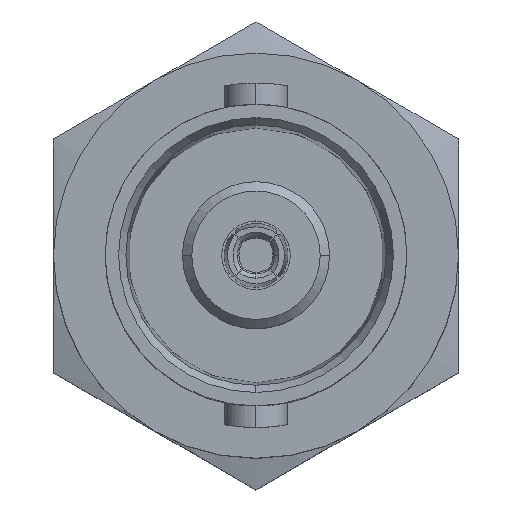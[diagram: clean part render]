
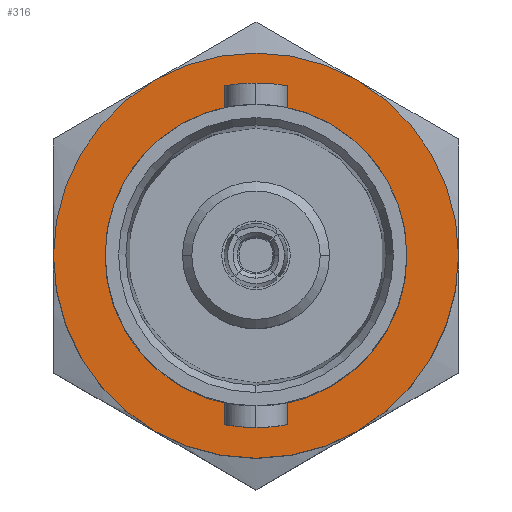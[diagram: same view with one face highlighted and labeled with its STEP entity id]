
A CAD part, top view. The second image highlights one B-rep face of the part: STEP entity #316.
In plain terms, the highlighted planar face has unit normal (0, 0, 1).
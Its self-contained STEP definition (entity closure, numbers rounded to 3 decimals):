
#316 = ADVANCED_FACE ( 'NONE', ( #471, #2567 ), #4724, .F. ) ;
#338 = CIRCLE ( 'NONE', #8688, 6.5 ) ;
#430 = CIRCLE ( 'NONE', #3120, 4.84 ) ;
#471 = FACE_OUTER_BOUND ( 'NONE', #2548, .T. ) ;
#1180 = VERTEX_POINT ( 'NONE', #2942 ) ;
#1452 = ORIENTED_EDGE ( 'NONE', *, *, #5952, .T. ) ;
#1819 = DIRECTION ( 'NONE',  ( 0., 0., 1. ) ) ;
#1863 = DIRECTION ( 'NONE',  ( 0., 0., 1. ) ) ;
#2080 = DIRECTION ( 'NONE',  ( -1., 0., 0. ) ) ;
#2231 = VERTEX_POINT ( 'NONE', #3503 ) ;
#2489 = CARTESIAN_POINT ( 'NONE',  ( 0., 0., -10.8 ) ) ;
#2548 = EDGE_LOOP ( 'NONE', ( #1452, #4594 ) ) ;
#2567 = FACE_BOUND ( 'NONE', #4983, .T. ) ;
#2596 = EDGE_CURVE ( 'NONE', #1180, #3212, #338, .T. ) ;
#2677 = CARTESIAN_POINT ( 'NONE',  ( 6.5, 0., -10.8 ) ) ;
#2942 = CARTESIAN_POINT ( 'NONE',  ( -6.5, 0., -10.8 ) ) ;
#3120 = AXIS2_PLACEMENT_3D ( 'NONE', #6565, #1819, #7379 ) ;
#3212 = VERTEX_POINT ( 'NONE', #2677 ) ;
#3283 = DIRECTION ( 'NONE',  ( 1., 0., 0. ) ) ;
#3463 = ORIENTED_EDGE ( 'NONE', *, *, #5802, .F. ) ;
#3503 = CARTESIAN_POINT ( 'NONE',  ( -4.84, 0., -10.8 ) ) ;
#4454 = CARTESIAN_POINT ( 'NONE',  ( 0., 0., -10.8 ) ) ;
#4527 = AXIS2_PLACEMENT_3D ( 'NONE', #4454, #9974, #5223 ) ;
#4594 = ORIENTED_EDGE ( 'NONE', *, *, #2596, .T. ) ;
#4724 = PLANE ( 'NONE',  #7544 ) ;
#4983 = EDGE_LOOP ( 'NONE', ( #8312, #3463 ) ) ;
#5051 = CARTESIAN_POINT ( 'NONE',  ( 4.84, 0., -10.8 ) ) ;
#5223 = DIRECTION ( 'NONE',  ( 1., 0., 0. ) ) ;
#5492 = DIRECTION ( 'NONE',  ( 0., 0., -1. ) ) ;
#5592 = CARTESIAN_POINT ( 'NONE',  ( 0., 0., -10.8 ) ) ;
#5802 = EDGE_CURVE ( 'NONE', #2231, #7416, #430, .T. ) ;
#5952 = EDGE_CURVE ( 'NONE', #3212, #1180, #10097, .T. ) ;
#6565 = CARTESIAN_POINT ( 'NONE',  ( 0., 0., -10.8 ) ) ;
#7379 = DIRECTION ( 'NONE',  ( 1., 0., 0. ) ) ;
#7416 = VERTEX_POINT ( 'NONE', #5051 ) ;
#7544 = AXIS2_PLACEMENT_3D ( 'NONE', #9850, #5492, #2080 ) ;
#7733 = CIRCLE ( 'NONE', #9888, 4.84 ) ;
#7922 = DIRECTION ( 'NONE',  ( 1., 0., 0. ) ) ;
#8050 = DIRECTION ( 'NONE',  ( 0., 0., 1. ) ) ;
#8312 = ORIENTED_EDGE ( 'NONE', *, *, #8591, .F. ) ;
#8591 = EDGE_CURVE ( 'NONE', #7416, #2231, #7733, .T. ) ;
#8688 = AXIS2_PLACEMENT_3D ( 'NONE', #5592, #1863, #7922 ) ;
#9850 = CARTESIAN_POINT ( 'NONE',  ( 0., 6.5, -10.8 ) ) ;
#9888 = AXIS2_PLACEMENT_3D ( 'NONE', #2489, #8050, #3283 ) ;
#9974 = DIRECTION ( 'NONE',  ( 0., 0., 1. ) ) ;
#10097 = CIRCLE ( 'NONE', #4527, 6.5 ) ;
